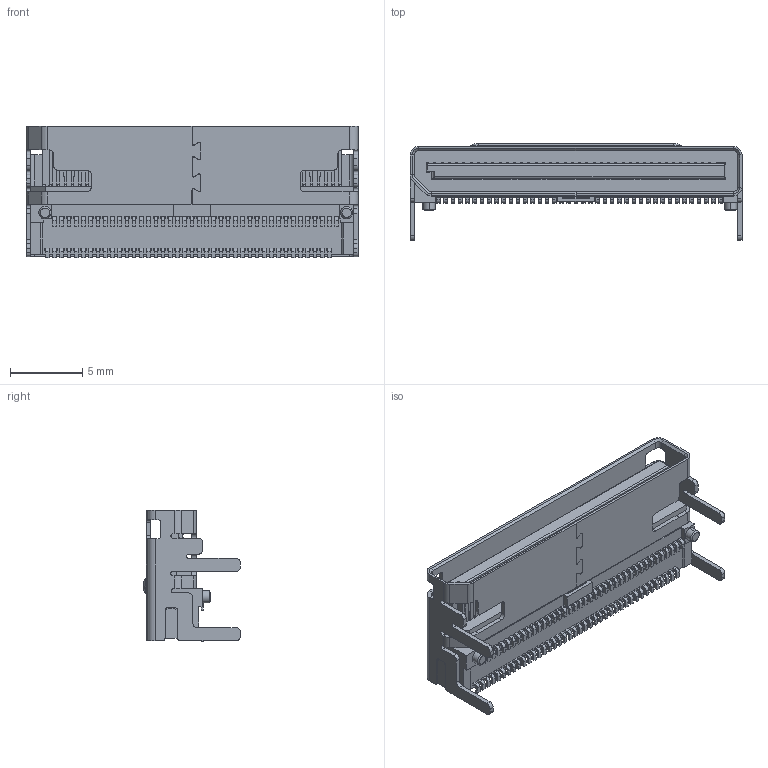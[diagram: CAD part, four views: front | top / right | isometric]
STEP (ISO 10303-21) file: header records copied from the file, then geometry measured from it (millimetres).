
FILE_DESCRIPTION((''),'2;1');
FILE_NAME('G14B801X16XXHR','2019-09-19T',('KumarP'),('AFCI'),'CREO PARAMETRIC BY PTC INC, 2016130','CREO PARAMETRIC BY PTC INC, 2016130','');
FILE_SCHEMA(('CONFIG_CONTROL_DESIGN'));
Length unit declared in the file: millimetre
Products named in the file (1): G14B801X16XXHR
Bounding box: 22.95 x 6.7 x 9.07 mm (x, y, z)
Volume: 504.8 mm3; surface area: 1359.1 mm2
Topology: 1 solids, 1 shells, 2760 faces, 7260 edges, 4586 vertices
Faces by surface type: plane 2379, cylinder 364, cone 9, torus 4, bspline 4
Entity records: 83192 total; most frequent: CARTESIAN_POINT 14748, ORIENTED_EDGE 14520, DIRECTION 13513, EDGE_CURVE 7260, VECTOR 6509, LINE 6509, VERTEX_POINT 4586, AXIS2_PLACEMENT_3D 3502
